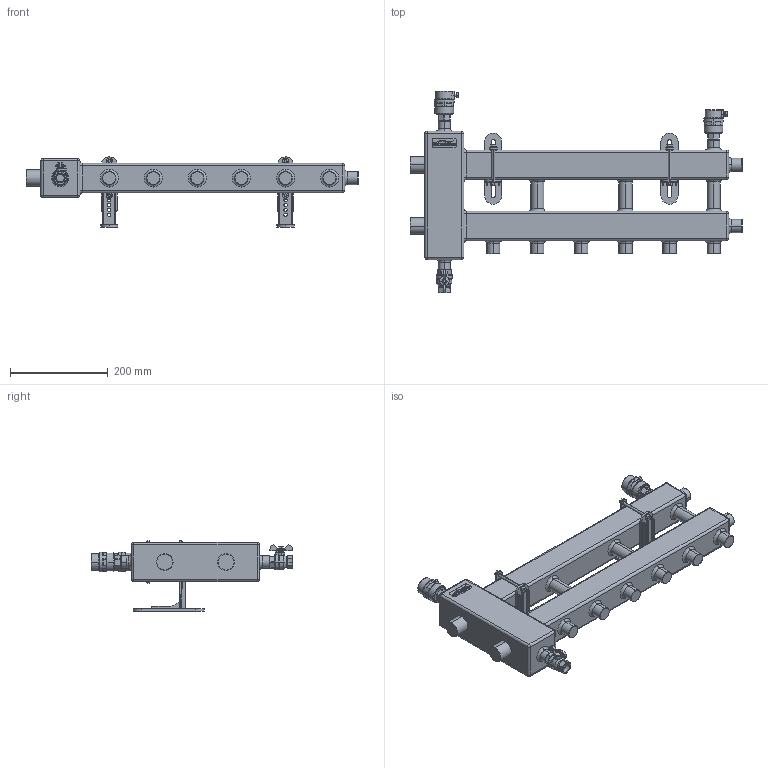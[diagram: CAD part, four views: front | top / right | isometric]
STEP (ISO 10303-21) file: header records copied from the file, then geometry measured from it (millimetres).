
FILE_DESCRIPTION (( 'STEP AP214' ), '1' );
FILE_NAME ('BMK-60-4D.10+K.UF.STEP', '2017-01-06T16:09:30', ( '' ), ( '' ), 'SwSTEP 2.0', 'SolidWorks 2015', '' );
FILE_SCHEMA (( 'AUTOMOTIVE_DESIGN' ));
Length unit declared in the file: millimetre
Products named in the file (5): Êîïèÿ FAR 2044 12 GAISER àâò. âîçäóõîîòâîä÷èê ñ áîêîâûì âûïóñêîì ñ îáð. êëàïàíîì (õðîì)^BM[K]-60.10+K.UF; Êðàí øàðîâûé DN-15 ÂÐ-ÂÐ (áàáî÷êà); Êîïèÿ K.UF.03 äëÿ ñàéòà^BM[K]-60.10+K.UF_60x60-100; Êîïèÿ BMK-60-3D.10^BM[K]-60.10+K.UF_BMK-60-4D; BMK-60-4D.10+K.UF
Assembly tree (6 placements, depth 2):
  BMK-60-4D.10+K.UF
    Êîïèÿ BMK-60-3D.10^BM[K]-60.10+K.UF_BMK-60-4D
    Êîïèÿ K.UF.03 äëÿ ñàéòà^BM[K]-60.10+K.UF_60x60-100  x2
    Êîïèÿ FAR 2044 12 GAISER àâò. âîçäóõîîòâîä÷èê ñ áîêîâûì âûïóñêîì ñ îáð. êëàïàíîì (õðîì)^BM[K]-60.10+K.UF  x2
    Êðàí øàðîâûé DN-15 ÂÐ-ÂÐ (áàáî÷êà)
Bounding box: 678 x 412 x 143 mm (x, y, z)
Volume: 6126721 mm3; surface area: 481619.9 mm2
Topology: 14 solids, 14 shells, 1742 faces, 4499 edges, 2830 vertices
Faces by surface type: bspline 524, plane 517, cylinder 423, cone 122, torus 108, sphere 48
Entity records: 48987 total; most frequent: CARTESIAN_POINT 17185, ORIENTED_EDGE 6762, DIRECTION 4886, EDGE_CURVE 3381, VERTEX_POINT 2163, AXIS2_PLACEMENT_3D 1682, LINE 1522, VECTOR 1522
